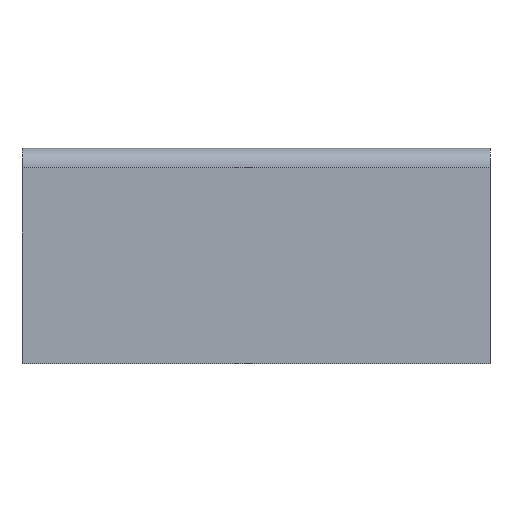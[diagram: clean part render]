
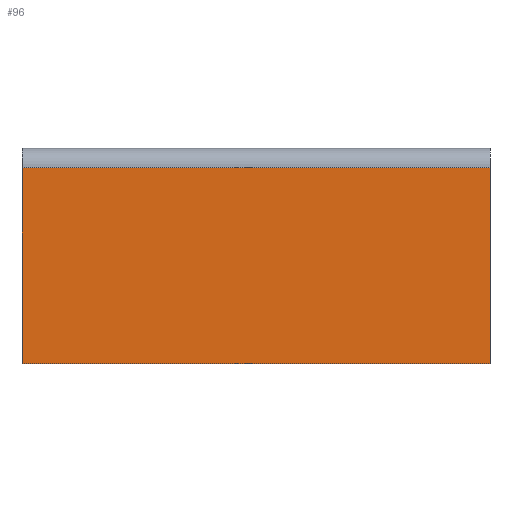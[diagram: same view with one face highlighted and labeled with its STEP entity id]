
A CAD part, left-side view. The second image highlights one B-rep face of the part: STEP entity #96.
In plain terms, the highlighted planar face has unit normal (-1, 0, 0).
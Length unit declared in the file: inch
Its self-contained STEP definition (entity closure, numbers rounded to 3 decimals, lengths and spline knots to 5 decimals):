
#34=CARTESIAN_POINT('',(3.00161,7.81196,0.628));
#35=VERTEX_POINT('',#34);
#43=CARTESIAN_POINT('',(3.00161,6.31196,0.628));
#44=VERTEX_POINT('',#43);
#45=CARTESIAN_POINT('',(3.00161,6.31196,0.628));
#46=DIRECTION('',(0.,1.,0.));
#47=VECTOR('',#46,1.);
#48=LINE('',#45,#47);
#49=EDGE_CURVE('',#44,#35,#48,.T.);
#66=ORIENTED_EDGE('',*,*,#49,.T.);
#67=CARTESIAN_POINT('',(3.00161,7.81196,-0.00015));
#68=VERTEX_POINT('',#67);
#69=CARTESIAN_POINT('',(3.00161,7.81196,0.50196));
#70=DIRECTION('',(0.,0.,1.));
#71=VECTOR('',#70,1.);
#72=LINE('',#69,#71);
#73=EDGE_CURVE('',#68,#35,#72,.T.);
#74=ORIENTED_EDGE('',*,*,#73,.F.);
#75=CARTESIAN_POINT('',(3.00161,6.31196,-0.00015));
#76=VERTEX_POINT('',#75);
#77=CARTESIAN_POINT('',(3.00161,6.31196,-0.00015));
#78=DIRECTION('',(0.,1.,0.));
#79=VECTOR('',#78,1.);
#80=LINE('',#77,#79);
#81=EDGE_CURVE('',#76,#68,#80,.T.);
#82=ORIENTED_EDGE('',*,*,#81,.F.);
#83=CARTESIAN_POINT('',(3.00161,6.31196,-0.00015));
#84=DIRECTION('',(0.,0.,1.));
#85=VECTOR('',#84,1.);
#86=LINE('',#83,#85);
#87=EDGE_CURVE('',#76,#44,#86,.T.);
#88=ORIENTED_EDGE('',*,*,#87,.T.);
#89=EDGE_LOOP('',(#66,#74,#82,#88));
#90=FACE_OUTER_BOUND('',#89,.T.);
#91=CARTESIAN_POINT('',(3.00161,6.31196,0.31392));
#92=DIRECTION('',(-1.,0.,0.));
#93=DIRECTION('',(0.,0.,1.));
#94=AXIS2_PLACEMENT_3D('',#91,#92,#93);
#95=PLANE('',#94);
#96=ADVANCED_FACE('',(#90),#95,.T.);
